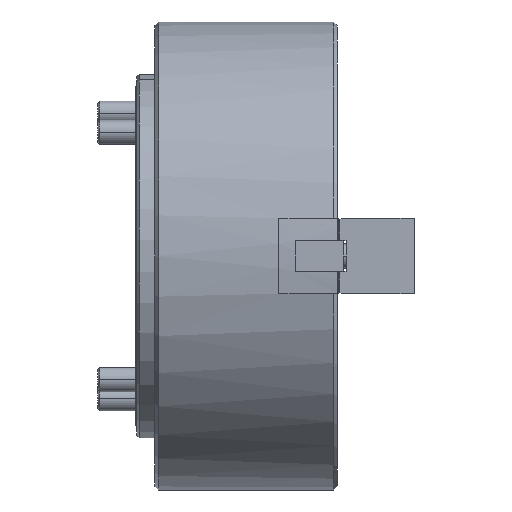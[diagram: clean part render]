
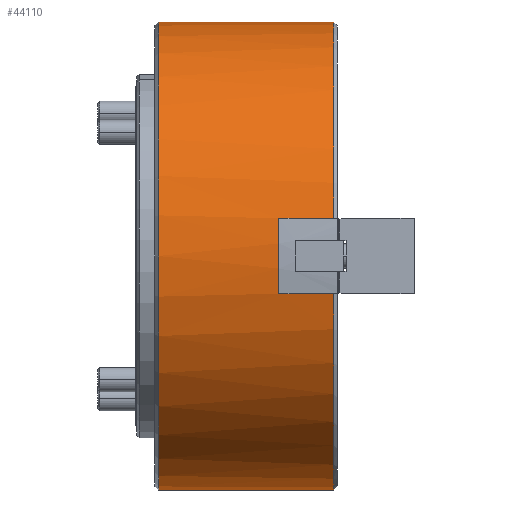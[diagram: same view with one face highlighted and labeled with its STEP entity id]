
A CAD part, front view. The second image highlights one B-rep face of the part: STEP entity #44110.
In plain terms, the highlighted cylindrical face has radius 192.5 mm (diameter 385 mm), a partial arc.
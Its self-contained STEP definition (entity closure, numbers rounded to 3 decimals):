
#94 = EDGE_CURVE ( 'NONE', #10749, #16104, #48295, .T. ) ;
#1343 = ORIENTED_EDGE ( 'NONE', *, *, #19952, .T. ) ;
#3558 = VERTEX_POINT ( 'NONE', #48047 ) ;
#3561 = DIRECTION ( 'NONE',  ( 0., 0., 1. ) ) ;
#4252 = CIRCLE ( 'NONE', #52750, 192.5 ) ;
#6251 = EDGE_CURVE ( 'NONE', #41963, #11929, #23131, .T. ) ;
#8845 = CARTESIAN_POINT ( 'NONE',  ( -3., 0., 0. ) ) ;
#9058 = DIRECTION ( 'NONE',  ( -1., 0., 0. ) ) ;
#10161 = VERTEX_POINT ( 'NONE', #48134 ) ;
#10596 = VECTOR ( 'NONE', #24126, 1000. ) ;
#10749 = VERTEX_POINT ( 'NONE', #33251 ) ;
#11929 = VERTEX_POINT ( 'NONE', #58965 ) ;
#12553 = VECTOR ( 'NONE', #31466, 1000. ) ;
#14010 = CARTESIAN_POINT ( 'NONE',  ( 0., 0., -192.5 ) ) ;
#14096 = LINE ( 'NONE', #16285, #12553 ) ;
#15640 = CARTESIAN_POINT ( 'NONE',  ( -48., -189.987, 31. ) ) ;
#16104 = VERTEX_POINT ( 'NONE', #23500 ) ;
#16113 = EDGE_LOOP ( 'NONE', ( #26718, #26421, #53117, #59442, #57643, #52309, #1343, #25546 ) ) ;
#16285 = CARTESIAN_POINT ( 'NONE',  ( 0., -189.987, 31. ) ) ;
#16832 = DIRECTION ( 'NONE',  ( -1., 0., 0. ) ) ;
#18618 = AXIS2_PLACEMENT_3D ( 'NONE', #50775, #55739, #25913 ) ;
#19700 = CIRCLE ( 'NONE', #37192, 192.5 ) ;
#19952 = EDGE_CURVE ( 'NONE', #46564, #10161, #14096, .T. ) ;
#22897 = AXIS2_PLACEMENT_3D ( 'NONE', #58675, #28905, #63711 ) ;
#23131 = LINE ( 'NONE', #42641, #49700 ) ;
#23500 = CARTESIAN_POINT ( 'NONE',  ( -3., -189.987, -31. ) ) ;
#24126 = DIRECTION ( 'NONE',  ( 1., 0., 0. ) ) ;
#24217 = VERTEX_POINT ( 'NONE', #40603 ) ;
#25546 = ORIENTED_EDGE ( 'NONE', *, *, #52481, .T. ) ;
#25913 = DIRECTION ( 'NONE',  ( 0., 0., -1. ) ) ;
#26421 = ORIENTED_EDGE ( 'NONE', *, *, #26737, .T. ) ;
#26718 = ORIENTED_EDGE ( 'NONE', *, *, #6251, .F. ) ;
#26737 = EDGE_CURVE ( 'NONE', #41963, #3558, #4252, .T. ) ;
#28671 = CARTESIAN_POINT ( 'NONE',  ( 0., -189.987, -31. ) ) ;
#28905 = DIRECTION ( 'NONE',  ( -1., 0., 0. ) ) ;
#28907 = CARTESIAN_POINT ( 'NONE',  ( -147., 0., 192.5 ) ) ;
#31466 = DIRECTION ( 'NONE',  ( 1., 0., 0. ) ) ;
#33251 = CARTESIAN_POINT ( 'NONE',  ( -3., 0., -192.5 ) ) ;
#33574 = DIRECTION ( 'NONE',  ( 1., 0., 0. ) ) ;
#36841 = VECTOR ( 'NONE', #48514, 1000. ) ;
#36850 = EDGE_CURVE ( 'NONE', #3558, #10749, #50482, .T. ) ;
#37192 = AXIS2_PLACEMENT_3D ( 'NONE', #46825, #16832, #51789 ) ;
#40553 = EDGE_CURVE ( 'NONE', #16104, #24217, #63301, .T. ) ;
#40603 = CARTESIAN_POINT ( 'NONE',  ( -48., -189.987, -31. ) ) ;
#41918 = DIRECTION ( 'NONE',  ( 1., 0., 0. ) ) ;
#41963 = VERTEX_POINT ( 'NONE', #28907 ) ;
#42641 = CARTESIAN_POINT ( 'NONE',  ( 0., 0., 192.5 ) ) ;
#44110 = ADVANCED_FACE ( 'NONE', ( #56375 ), #54832, .T. ) ;
#46564 = VERTEX_POINT ( 'NONE', #15640 ) ;
#46825 = CARTESIAN_POINT ( 'NONE',  ( -3., 0., 0. ) ) ;
#47985 = CIRCLE ( 'NONE', #22897, 192.5 ) ;
#48047 = CARTESIAN_POINT ( 'NONE',  ( -147., 0., -192.5 ) ) ;
#48134 = CARTESIAN_POINT ( 'NONE',  ( -3., -189.987, 31. ) ) ;
#48295 = CIRCLE ( 'NONE', #63179, 192.5 ) ;
#48514 = DIRECTION ( 'NONE',  ( -1., 0., 0. ) ) ;
#49700 = VECTOR ( 'NONE', #41918, 1000. ) ;
#50482 = LINE ( 'NONE', #14010, #10596 ) ;
#50775 = CARTESIAN_POINT ( 'NONE',  ( 0., 0., 0. ) ) ;
#51789 = DIRECTION ( 'NONE',  ( 0., 0., -1. ) ) ;
#52020 = EDGE_CURVE ( 'NONE', #24217, #46564, #47985, .T. ) ;
#52309 = ORIENTED_EDGE ( 'NONE', *, *, #52020, .T. ) ;
#52481 = EDGE_CURVE ( 'NONE', #10161, #11929, #19700, .T. ) ;
#52750 = AXIS2_PLACEMENT_3D ( 'NONE', #63366, #33574, #3561 ) ;
#53117 = ORIENTED_EDGE ( 'NONE', *, *, #36850, .T. ) ;
#54474 = DIRECTION ( 'NONE',  ( 0., 0., -1. ) ) ;
#54832 = CYLINDRICAL_SURFACE ( 'NONE', #18618, 192.5 ) ;
#55739 = DIRECTION ( 'NONE',  ( 1., 0., 0. ) ) ;
#56375 = FACE_OUTER_BOUND ( 'NONE', #16113, .T. ) ;
#57643 = ORIENTED_EDGE ( 'NONE', *, *, #40553, .T. ) ;
#58675 = CARTESIAN_POINT ( 'NONE',  ( -48., 0., 0. ) ) ;
#58965 = CARTESIAN_POINT ( 'NONE',  ( -3., 0., 192.5 ) ) ;
#59442 = ORIENTED_EDGE ( 'NONE', *, *, #94, .T. ) ;
#63179 = AXIS2_PLACEMENT_3D ( 'NONE', #8845, #9058, #54474 ) ;
#63301 = LINE ( 'NONE', #28671, #36841 ) ;
#63366 = CARTESIAN_POINT ( 'NONE',  ( -147., 0., 0. ) ) ;
#63711 = DIRECTION ( 'NONE',  ( 0., 0., -1. ) ) ;
